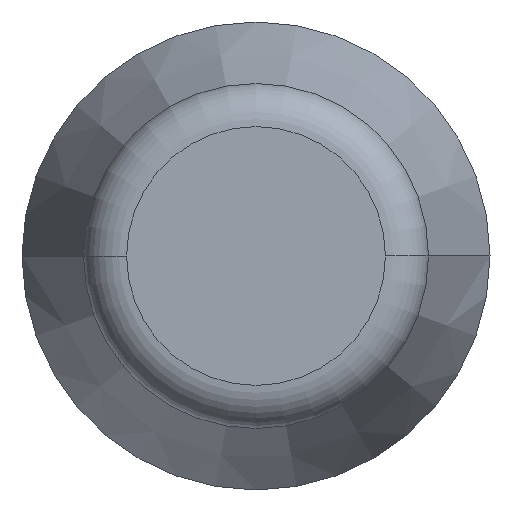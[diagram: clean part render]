
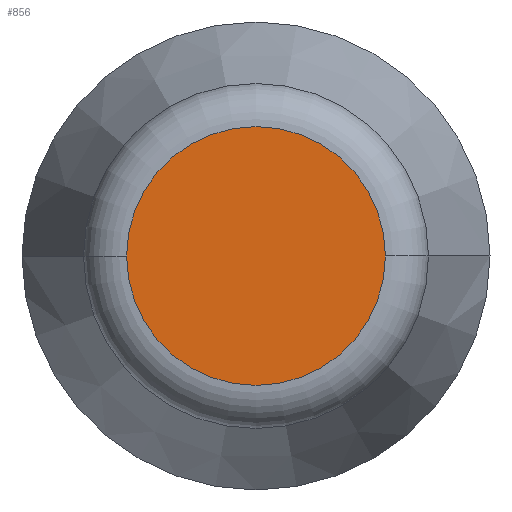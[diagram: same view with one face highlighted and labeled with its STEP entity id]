
A CAD part, left-side view. The second image highlights one B-rep face of the part: STEP entity #856.
In plain terms, the highlighted planar face has unit normal (-1, 0, 0).
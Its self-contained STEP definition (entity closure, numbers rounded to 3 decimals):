
#343 = VERTEX_POINT ( 'NONE', #2279 ) ;
#345 = VERTEX_POINT ( 'NONE', #2278 ) ;
#348 = EDGE_CURVE ( 'NONE', #345, #343, #2313, .T. ) ;
#856 = ADVANCED_FACE ( 'NONE', ( #4117 ), #4152, .F. ) ;
#857 = EDGE_LOOP ( 'NONE', ( #858, #859 ) ) ;
#858 = ORIENTED_EDGE ( 'NONE', *, *, #348, .F. ) ;
#859 = ORIENTED_EDGE ( 'NONE', *, *, #860, .F. ) ;
#860 = EDGE_CURVE ( 'NONE', #343, #345, #4145, .T. ) ;
#2278 = CARTESIAN_POINT ( 'NONE',  ( -154.351, 9., 0. ) ) ;
#2279 = CARTESIAN_POINT ( 'NONE',  ( -154.351, -9., 0. ) ) ;
#2304 = DIRECTION ( 'NONE',  ( 0., 1., 0. ) ) ;
#2305 = DIRECTION ( 'NONE',  ( 1., 0., 0. ) ) ;
#2306 = CARTESIAN_POINT ( 'NONE',  ( -154.351, 0., 0. ) ) ;
#2307 = AXIS2_PLACEMENT_3D ( 'NONE', #2306, #2305, #2304 ) ;
#2313 = CIRCLE ( 'NONE', #2307, 9. ) ;
#4117 = FACE_OUTER_BOUND ( 'NONE', #857, .T. ) ;
#4142 = DIRECTION ( 'NONE',  ( 0., 1., 0. ) ) ;
#4143 = DIRECTION ( 'NONE',  ( 1., 0., 0. ) ) ;
#4144 = AXIS2_PLACEMENT_3D ( 'NONE', #4151, #4143, #4142 ) ;
#4145 = CIRCLE ( 'NONE', #4144, 9. ) ;
#4147 = DIRECTION ( 'NONE',  ( 0., 1., 0. ) ) ;
#4148 = DIRECTION ( 'NONE',  ( 1., 0., 0. ) ) ;
#4149 = CARTESIAN_POINT ( 'NONE',  ( -154.351, -9., 0. ) ) ;
#4150 = AXIS2_PLACEMENT_3D ( 'NONE', #4149, #4148, #4147 ) ;
#4151 = CARTESIAN_POINT ( 'NONE',  ( -154.351, 0., 0. ) ) ;
#4152 = PLANE ( 'NONE',  #4150 ) ;
